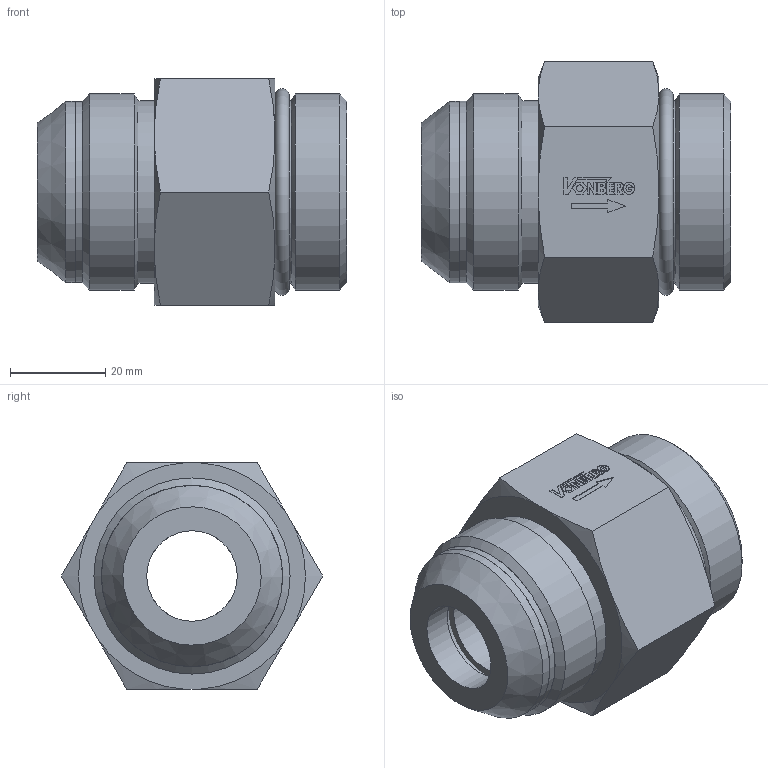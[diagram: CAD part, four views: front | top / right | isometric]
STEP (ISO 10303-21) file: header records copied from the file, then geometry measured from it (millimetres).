
FILE_DESCRIPTION((''),'2;1');
FILE_NAME('1120F.stp','2014-12-29T13:53:43',('jml'),(''),'Autodesk Inventor 2010','Autodesk Inventor 2010','');
FILE_SCHEMA(('AUTOMOTIVE_DESIGN { 1 0 10303 214 1 1 1 1 }'));
Length unit declared in the file: inch
Products named in the file (4): 1120F; 221508; 221510; 920 O-RING
Assembly tree (3 placements, depth 2):
  1120F
    221508
    221510
    920 O-RING
Bounding box: 65.14 x 54.99 x 47.62 mm (x, y, z)
Volume: 82787.1 mm3; surface area: 21132.6 mm2
Topology: 3 solids, 3 shells, 147 faces, 360 edges, 238 vertices
Faces by surface type: plane 101, cylinder 27, cone 18, torus 1
Full cylindrical faces by diameter (mm): 1.392 x1, 19.05 x2, 22.225 x1, 27.229 x1, 28.702 x1, 29.007 x1, 38.125 x2, 38.329 x2, 41.275 x2
Entity records: 4317 total; most frequent: CARTESIAN_POINT 777, DIRECTION 696, ORIENTED_EDGE 678, EDGE_CURVE 339, VECTOR 242, LINE 242, VERTEX_POINT 236, AXIS2_PLACEMENT_3D 227
